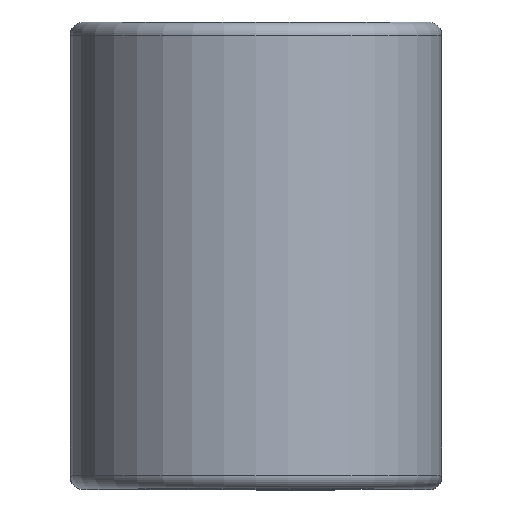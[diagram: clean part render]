
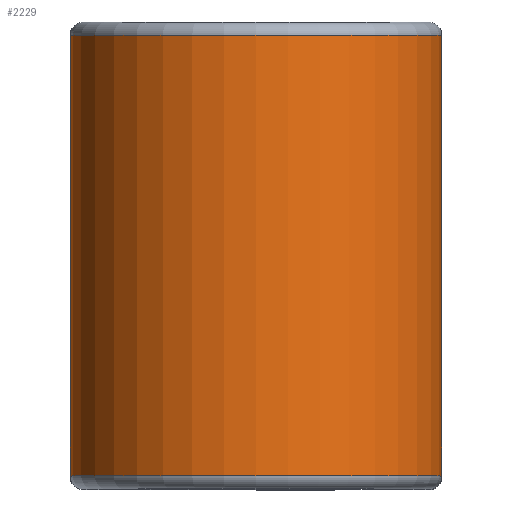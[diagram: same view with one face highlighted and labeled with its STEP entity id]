
A CAD part, top view. The second image highlights one B-rep face of the part: STEP entity #2229.
In plain terms, the highlighted cylindrical face has radius 10.744 mm (diameter 21.488 mm), a partial arc.
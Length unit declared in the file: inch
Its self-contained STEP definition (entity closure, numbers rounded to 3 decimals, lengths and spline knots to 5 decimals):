
#29 = CIRCLE ( 'NONE', #2913, 0.423 ) ;
#44 = CARTESIAN_POINT ( 'NONE',  ( 0., 0.50125, 0.625 ) ) ;
#215 = LINE ( 'NONE', #2924, #1916 ) ;
#235 = DIRECTION ( 'NONE',  ( 0., 1., 0. ) ) ;
#253 = CARTESIAN_POINT ( 'NONE',  ( -0.423, -0.50125, 0.625 ) ) ;
#286 = DIRECTION ( 'NONE',  ( 0., 0., -1. ) ) ;
#390 = VECTOR ( 'NONE', #235, 39.37008 ) ;
#424 = CARTESIAN_POINT ( 'NONE',  ( 0., 0.5, 0.625 ) ) ;
#456 = LINE ( 'NONE', #1861, #390 ) ;
#542 = DIRECTION ( 'NONE',  ( 0., -1., 0. ) ) ;
#578 = CARTESIAN_POINT ( 'NONE',  ( 0.423, 0.50125, 0.625 ) ) ;
#661 = EDGE_CURVE ( 'NONE', #835, #1584, #29, .T. ) ;
#695 = ORIENTED_EDGE ( 'NONE', *, *, #1559, .F. ) ;
#835 = VERTEX_POINT ( 'NONE', #1255 ) ;
#862 = AXIS2_PLACEMENT_3D ( 'NONE', #44, #1672, #286 ) ;
#900 = CARTESIAN_POINT ( 'NONE',  ( -0.423, 0.50125, 0.625 ) ) ;
#909 = AXIS2_PLACEMENT_3D ( 'NONE', #424, #2754, #2072 ) ;
#1018 = CYLINDRICAL_SURFACE ( 'NONE', #909, 0.423 ) ;
#1042 = ORIENTED_EDGE ( 'NONE', *, *, #661, .F. ) ;
#1182 = EDGE_CURVE ( 'NONE', #835, #2559, #215, .T. ) ;
#1255 = CARTESIAN_POINT ( 'NONE',  ( 0.423, -0.50125, 0.625 ) ) ;
#1518 = DIRECTION ( 'NONE',  ( 0., 1., 0. ) ) ;
#1559 = EDGE_CURVE ( 'NONE', #1584, #2275, #456, .T. ) ;
#1584 = VERTEX_POINT ( 'NONE', #253 ) ;
#1672 = DIRECTION ( 'NONE',  ( 0., -1., 0. ) ) ;
#1861 = CARTESIAN_POINT ( 'NONE',  ( -0.423, 0.50125, 0.625 ) ) ;
#1916 = VECTOR ( 'NONE', #1518, 39.37008 ) ;
#1934 = CARTESIAN_POINT ( 'NONE',  ( 0., -0.50125, 0.625 ) ) ;
#1948 = FACE_OUTER_BOUND ( 'NONE', #2630, .T. ) ;
#1955 = CIRCLE ( 'NONE', #862, 0.423 ) ;
#2030 = ORIENTED_EDGE ( 'NONE', *, *, #2448, .T. ) ;
#2072 = DIRECTION ( 'NONE',  ( 0., 0., -1. ) ) ;
#2178 = DIRECTION ( 'NONE',  ( 0., 0., -1. ) ) ;
#2229 = ADVANCED_FACE ( 'NONE', ( #1948 ), #1018, .T. ) ;
#2275 = VERTEX_POINT ( 'NONE', #900 ) ;
#2334 = ORIENTED_EDGE ( 'NONE', *, *, #1182, .T. ) ;
#2448 = EDGE_CURVE ( 'NONE', #2559, #2275, #1955, .T. ) ;
#2559 = VERTEX_POINT ( 'NONE', #578 ) ;
#2630 = EDGE_LOOP ( 'NONE', ( #2334, #2030, #695, #1042 ) ) ;
#2754 = DIRECTION ( 'NONE',  ( 0., -1., 0. ) ) ;
#2913 = AXIS2_PLACEMENT_3D ( 'NONE', #1934, #542, #2178 ) ;
#2924 = CARTESIAN_POINT ( 'NONE',  ( 0.423, 0.50125, 0.625 ) ) ;
